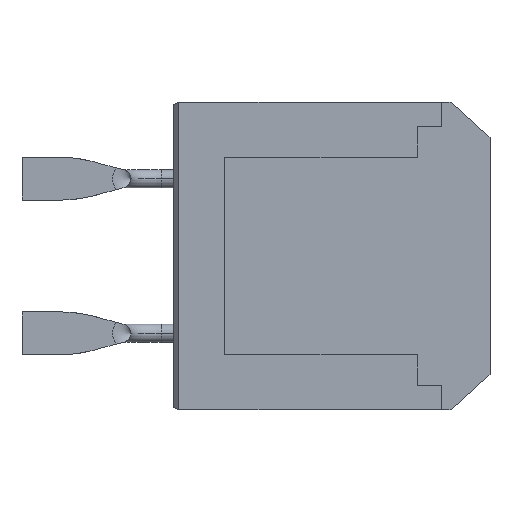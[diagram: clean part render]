
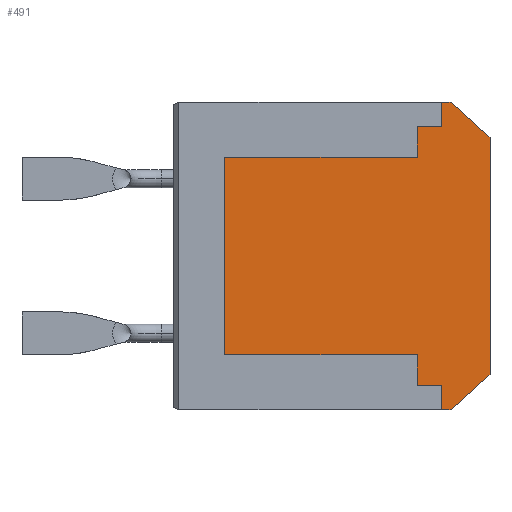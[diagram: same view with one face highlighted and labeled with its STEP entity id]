
A CAD part, front view. The second image highlights one B-rep face of the part: STEP entity #491.
In plain terms, the highlighted planar face has unit normal (0, -1, 0).
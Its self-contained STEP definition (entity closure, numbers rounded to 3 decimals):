
#29 = VERTEX_POINT ( 'NONE', #1841 ) ;
#40 = LINE ( 'NONE', #2399, #1180 ) ;
#47 = ORIENTED_EDGE ( 'NONE', *, *, #1340, .F. ) ;
#71 = CARTESIAN_POINT ( 'NONE',  ( 6.095, 0., 5.05 ) ) ;
#96 = AXIS2_PLACEMENT_3D ( 'NONE', #255, #2771, #1836 ) ;
#136 = EDGE_CURVE ( 'NONE', #1645, #1934, #1452, .T. ) ;
#172 = VECTOR ( 'NONE', #1700, 1000. ) ;
#199 = LINE ( 'NONE', #2062, #1085 ) ;
#255 = CARTESIAN_POINT ( 'NONE',  ( 0., 0., 0. ) ) ;
#328 = LINE ( 'NONE', #2187, #879 ) ;
#393 = VERTEX_POINT ( 'NONE', #3008 ) ;
#456 = EDGE_CURVE ( 'NONE', #1890, #2186, #476, .T. ) ;
#459 = ORIENTED_EDGE ( 'NONE', *, *, #2647, .F. ) ;
#476 = LINE ( 'NONE', #1139, #1969 ) ;
#491 = ADVANCED_FACE ( 'NONE', ( #2373 ), #1641, .F. ) ;
#507 = CARTESIAN_POINT ( 'NONE',  ( 7.695, 0., 3.9 ) ) ;
#529 = DIRECTION ( 'NONE',  ( 0., 0., 1. ) ) ;
#531 = VECTOR ( 'NONE', #2901, 1000. ) ;
#547 = EDGE_CURVE ( 'NONE', #2717, #1696, #1186, .T. ) ;
#562 = VECTOR ( 'NONE', #2240, 1000. ) ;
#575 = ORIENTED_EDGE ( 'NONE', *, *, #847, .F. ) ;
#621 = EDGE_CURVE ( 'NONE', #1934, #1712, #328, .T. ) ;
#655 = VECTOR ( 'NONE', #656, 1000. ) ;
#656 = DIRECTION ( 'NONE',  ( 0., 0., 1. ) ) ;
#676 = EDGE_CURVE ( 'NONE', #29, #1917, #2433, .T. ) ;
#719 = DIRECTION ( 'NONE',  ( 0.743, 0., -0.669 ) ) ;
#749 = CARTESIAN_POINT ( 'NONE',  ( 5.295, 0., -4.25 ) ) ;
#764 = ORIENTED_EDGE ( 'NONE', *, *, #136, .F. ) ;
#802 = VERTEX_POINT ( 'NONE', #2831 ) ;
#808 = VECTOR ( 'NONE', #1831, 1000. ) ;
#847 = EDGE_CURVE ( 'NONE', #1917, #1890, #199, .T. ) ;
#862 = VECTOR ( 'NONE', #968, 1000. ) ;
#864 = LINE ( 'NONE', #2088, #808 ) ;
#879 = VECTOR ( 'NONE', #2201, 1000. ) ;
#905 = ORIENTED_EDGE ( 'NONE', *, *, #456, .F. ) ;
#915 = ORIENTED_EDGE ( 'NONE', *, *, #932, .F. ) ;
#932 = EDGE_CURVE ( 'NONE', #2186, #1343, #1444, .T. ) ;
#941 = EDGE_CURVE ( 'NONE', #2552, #29, #40, .T. ) ;
#968 = DIRECTION ( 'NONE',  ( -1., 0., 0. ) ) ;
#976 = ORIENTED_EDGE ( 'NONE', *, *, #2861, .F. ) ;
#994 = EDGE_LOOP ( 'NONE', ( #1959, #459, #1282, #915, #905, #575, #2472, #1388, #47, #2556, #976, #2907, #1752, #764 ) ) ;
#1005 = CARTESIAN_POINT ( 'NONE',  ( 6.095, 0., 4.25 ) ) ;
#1085 = VECTOR ( 'NONE', #3030, 1000. ) ;
#1090 = VECTOR ( 'NONE', #1385, 1000. ) ;
#1139 = CARTESIAN_POINT ( 'NONE',  ( 6.095, 0., 5.05 ) ) ;
#1180 = VECTOR ( 'NONE', #2848, 1000. ) ;
#1186 = LINE ( 'NONE', #2538, #1090 ) ;
#1188 = VECTOR ( 'NONE', #529, 1000. ) ;
#1192 = CARTESIAN_POINT ( 'NONE',  ( 5.295, 0., -3.25 ) ) ;
#1201 = DIRECTION ( 'NONE',  ( 1., 0., 0. ) ) ;
#1251 = VERTEX_POINT ( 'NONE', #1281 ) ;
#1276 = CARTESIAN_POINT ( 'NONE',  ( 6.095, 0., -4.25 ) ) ;
#1281 = CARTESIAN_POINT ( 'NONE',  ( 6.418, 0., -5.05 ) ) ;
#1282 = ORIENTED_EDGE ( 'NONE', *, *, #1601, .F. ) ;
#1340 = EDGE_CURVE ( 'NONE', #1696, #2552, #1446, .T. ) ;
#1343 = VERTEX_POINT ( 'NONE', #507 ) ;
#1379 = LINE ( 'NONE', #1849, #655 ) ;
#1385 = DIRECTION ( 'NONE',  ( 0., 0., 1. ) ) ;
#1388 = ORIENTED_EDGE ( 'NONE', *, *, #941, .F. ) ;
#1409 = CARTESIAN_POINT ( 'NONE',  ( -1.02, 0., 3.25 ) ) ;
#1412 = CARTESIAN_POINT ( 'NONE',  ( 5.295, 0., 3.25 ) ) ;
#1444 = LINE ( 'NONE', #2155, #1485 ) ;
#1446 = LINE ( 'NONE', #1412, #172 ) ;
#1452 = LINE ( 'NONE', #2657, #1188 ) ;
#1485 = VECTOR ( 'NONE', #719, 1000. ) ;
#1526 = CARTESIAN_POINT ( 'NONE',  ( 7.695, 0., -3.9 ) ) ;
#1565 = VECTOR ( 'NONE', #2914, 1000. ) ;
#1601 = EDGE_CURVE ( 'NONE', #1343, #802, #864, .T. ) ;
#1641 = PLANE ( 'NONE',  #96 ) ;
#1644 = EDGE_CURVE ( 'NONE', #1712, #393, #1379, .T. ) ;
#1645 = VERTEX_POINT ( 'NONE', #1802 ) ;
#1649 = CARTESIAN_POINT ( 'NONE',  ( 6.418, 0., 5.05 ) ) ;
#1696 = VERTEX_POINT ( 'NONE', #1409 ) ;
#1700 = DIRECTION ( 'NONE',  ( 1., 0., 0. ) ) ;
#1712 = VERTEX_POINT ( 'NONE', #749 ) ;
#1729 = LINE ( 'NONE', #1526, #1565 ) ;
#1735 = LINE ( 'NONE', #2267, #562 ) ;
#1752 = ORIENTED_EDGE ( 'NONE', *, *, #621, .F. ) ;
#1802 = CARTESIAN_POINT ( 'NONE',  ( 6.095, 0., -5.05 ) ) ;
#1831 = DIRECTION ( 'NONE',  ( 0., 0., -1. ) ) ;
#1836 = DIRECTION ( 'NONE',  ( 0., 0., 1. ) ) ;
#1841 = CARTESIAN_POINT ( 'NONE',  ( 5.295, 0., 4.25 ) ) ;
#1849 = CARTESIAN_POINT ( 'NONE',  ( 5.295, 0., -4.25 ) ) ;
#1890 = VERTEX_POINT ( 'NONE', #71 ) ;
#1917 = VERTEX_POINT ( 'NONE', #1005 ) ;
#1934 = VERTEX_POINT ( 'NONE', #1276 ) ;
#1959 = ORIENTED_EDGE ( 'NONE', *, *, #2918, .F. ) ;
#1969 = VECTOR ( 'NONE', #1201, 1000. ) ;
#2062 = CARTESIAN_POINT ( 'NONE',  ( 6.095, 0., 4.25 ) ) ;
#2088 = CARTESIAN_POINT ( 'NONE',  ( 7.695, 0., 3.9 ) ) ;
#2155 = CARTESIAN_POINT ( 'NONE',  ( 6.418, 0., 5.05 ) ) ;
#2186 = VERTEX_POINT ( 'NONE', #1649 ) ;
#2187 = CARTESIAN_POINT ( 'NONE',  ( 6.095, 0., -4.25 ) ) ;
#2201 = DIRECTION ( 'NONE',  ( -1., 0., 0. ) ) ;
#2240 = DIRECTION ( 'NONE',  ( -1., 0., 0. ) ) ;
#2267 = CARTESIAN_POINT ( 'NONE',  ( 6.418, 0., -5.05 ) ) ;
#2373 = FACE_OUTER_BOUND ( 'NONE', #994, .T. ) ;
#2387 = CARTESIAN_POINT ( 'NONE',  ( 5.295, 0., 3.25 ) ) ;
#2399 = CARTESIAN_POINT ( 'NONE',  ( 5.295, 0., 4.25 ) ) ;
#2433 = LINE ( 'NONE', #2616, #531 ) ;
#2472 = ORIENTED_EDGE ( 'NONE', *, *, #676, .F. ) ;
#2538 = CARTESIAN_POINT ( 'NONE',  ( -1.02, 0., -3.25 ) ) ;
#2552 = VERTEX_POINT ( 'NONE', #2387 ) ;
#2556 = ORIENTED_EDGE ( 'NONE', *, *, #547, .F. ) ;
#2616 = CARTESIAN_POINT ( 'NONE',  ( 6.095, 0., 4.25 ) ) ;
#2647 = EDGE_CURVE ( 'NONE', #802, #1251, #1729, .T. ) ;
#2657 = CARTESIAN_POINT ( 'NONE',  ( 6.095, 0., -5.05 ) ) ;
#2717 = VERTEX_POINT ( 'NONE', #2799 ) ;
#2771 = DIRECTION ( 'NONE',  ( 0., 1., 0. ) ) ;
#2799 = CARTESIAN_POINT ( 'NONE',  ( -1.02, 0., -3.25 ) ) ;
#2831 = CARTESIAN_POINT ( 'NONE',  ( 7.695, 0., -3.9 ) ) ;
#2842 = LINE ( 'NONE', #1192, #862 ) ;
#2848 = DIRECTION ( 'NONE',  ( 0., 0., 1. ) ) ;
#2861 = EDGE_CURVE ( 'NONE', #393, #2717, #2842, .T. ) ;
#2901 = DIRECTION ( 'NONE',  ( 1., 0., 0. ) ) ;
#2907 = ORIENTED_EDGE ( 'NONE', *, *, #1644, .F. ) ;
#2914 = DIRECTION ( 'NONE',  ( -0.743, 0., -0.669 ) ) ;
#2918 = EDGE_CURVE ( 'NONE', #1251, #1645, #1735, .T. ) ;
#3008 = CARTESIAN_POINT ( 'NONE',  ( 5.295, 0., -3.25 ) ) ;
#3030 = DIRECTION ( 'NONE',  ( 0., 0., 1. ) ) ;
